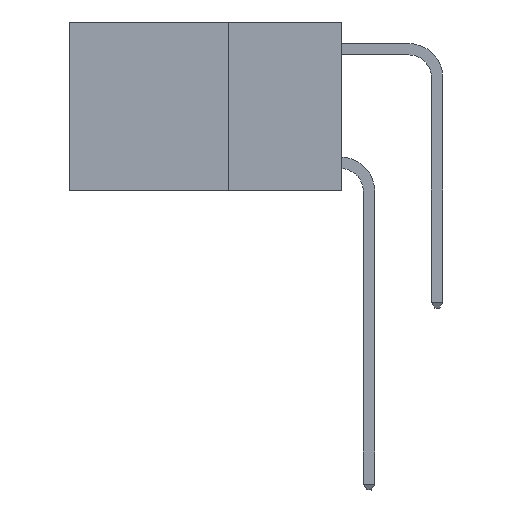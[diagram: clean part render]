
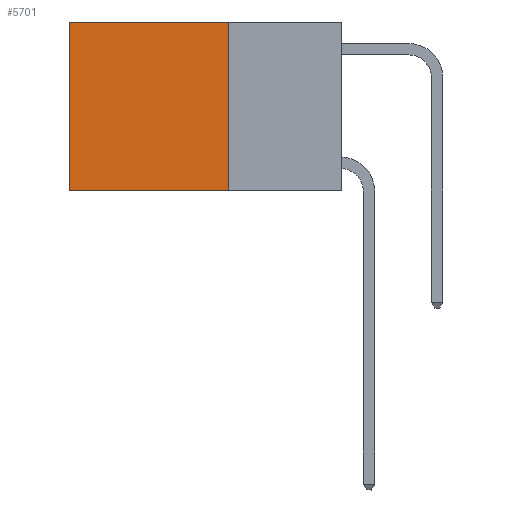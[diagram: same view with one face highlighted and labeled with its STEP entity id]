
A CAD part, left-side view. The second image highlights one B-rep face of the part: STEP entity #5701.
In plain terms, the highlighted planar face has unit normal (-1, 0, 0).
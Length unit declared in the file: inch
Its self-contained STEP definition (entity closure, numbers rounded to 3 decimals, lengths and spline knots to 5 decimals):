
#522 = CARTESIAN_POINT ( 'NONE',  ( 0.2625, 0.25, -0.37 ) ) ;
#1116 = VERTEX_POINT ( 'NONE', #13841 ) ;
#1472 = CARTESIAN_POINT ( 'NONE',  ( 0.2625, 0.25, 0. ) ) ;
#2474 = DIRECTION ( 'NONE',  ( 0., 1., 0. ) ) ;
#3201 = VERTEX_POINT ( 'NONE', #4458 ) ;
#3210 = VECTOR ( 'NONE', #2474, 39.37008 ) ;
#4458 = CARTESIAN_POINT ( 'NONE',  ( 0.2625, 0.6, -0.37 ) ) ;
#5243 = DIRECTION ( 'NONE',  ( 0., 0., -1. ) ) ;
#5399 = CARTESIAN_POINT ( 'NONE',  ( 0.2625, 0.6, 0. ) ) ;
#5524 = CARTESIAN_POINT ( 'NONE',  ( 0.2625, 0.25, 0. ) ) ;
#5701 = ADVANCED_FACE ( 'NONE', ( #23040 ), #7460, .F. ) ;
#6306 = DIRECTION ( 'NONE',  ( 0., 1., 0. ) ) ;
#7460 = PLANE ( 'NONE',  #20410 ) ;
#8221 = ORIENTED_EDGE ( 'NONE', *, *, #8761, .T. ) ;
#8318 = ORIENTED_EDGE ( 'NONE', *, *, #11006, .F. ) ;
#8329 = LINE ( 'NONE', #522, #3210 ) ;
#8761 = EDGE_CURVE ( 'NONE', #23508, #3201, #18251, .T. ) ;
#9367 = DIRECTION ( 'NONE',  ( 1., 0., 0. ) ) ;
#10659 = EDGE_CURVE ( 'NONE', #20643, #1116, #17012, .T. ) ;
#11006 = EDGE_CURVE ( 'NONE', #1116, #3201, #8329, .T. ) ;
#11165 = VECTOR ( 'NONE', #6306, 39.37008 ) ;
#12733 = EDGE_CURVE ( 'NONE', #20643, #23508, #16628, .T. ) ;
#13841 = CARTESIAN_POINT ( 'NONE',  ( 0.2625, 0.25, -0.37 ) ) ;
#13974 = VECTOR ( 'NONE', #16591, 39.37008 ) ;
#14820 = CARTESIAN_POINT ( 'NONE',  ( 0.2625, 0.6, 0. ) ) ;
#15321 = ORIENTED_EDGE ( 'NONE', *, *, #10659, .F. ) ;
#15827 = EDGE_LOOP ( 'NONE', ( #8221, #8318, #15321, #23469 ) ) ;
#16447 = VECTOR ( 'NONE', #5243, 39.37008 ) ;
#16591 = DIRECTION ( 'NONE',  ( 0., 0., -1. ) ) ;
#16628 = LINE ( 'NONE', #21064, #11165 ) ;
#17012 = LINE ( 'NONE', #1472, #16447 ) ;
#18251 = LINE ( 'NONE', #5399, #13974 ) ;
#20228 = CARTESIAN_POINT ( 'NONE',  ( 0.2625, 0.25, 0. ) ) ;
#20410 = AXIS2_PLACEMENT_3D ( 'NONE', #5524, #9367, #22123 ) ;
#20643 = VERTEX_POINT ( 'NONE', #20228 ) ;
#21064 = CARTESIAN_POINT ( 'NONE',  ( 0.2625, 0.25, 0. ) ) ;
#22123 = DIRECTION ( 'NONE',  ( 0., 0., -1. ) ) ;
#23040 = FACE_OUTER_BOUND ( 'NONE', #15827, .T. ) ;
#23469 = ORIENTED_EDGE ( 'NONE', *, *, #12733, .T. ) ;
#23508 = VERTEX_POINT ( 'NONE', #14820 ) ;
